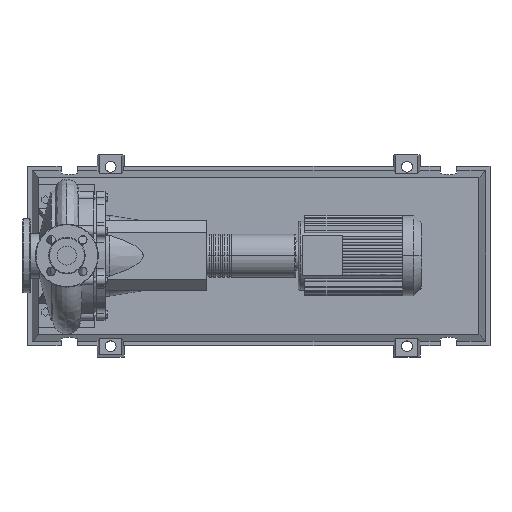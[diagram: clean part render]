
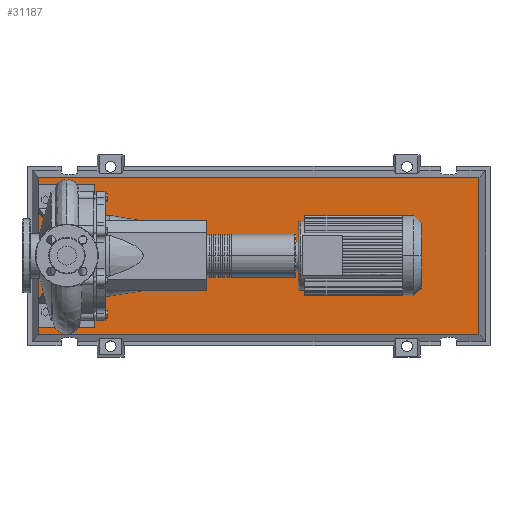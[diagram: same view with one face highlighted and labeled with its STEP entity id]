
A CAD part, top view. The second image highlights one B-rep face of the part: STEP entity #31187.
In plain terms, the highlighted planar face has unit normal (0, 0, 1).
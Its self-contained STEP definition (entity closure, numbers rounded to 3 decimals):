
#30868=CARTESIAN_POINT('',(917.971,-175.471,103.0));
#30869=VERTEX_POINT('',#30868);
#30876=CARTESIAN_POINT('',(-62.971,-175.471,103.0));
#30877=VERTEX_POINT('',#30876);
#30878=CARTESIAN_POINT('',(917.971,-175.471,103.0));
#30879=DIRECTION('',(-1.0,0.0,0.0));
#30880=VECTOR('',#30879,980.941);
#30881=LINE('',#30878,#30880);
#30882=EDGE_CURVE('',#30869,#30877,#30881,.T.);
#31100=CARTESIAN_POINT('',(917.971,175.471,103.0));
#31101=VERTEX_POINT('',#31100);
#31102=CARTESIAN_POINT('',(917.971,175.471,103.0));
#31103=DIRECTION('',(0.0,-1.0,0.0));
#31104=VECTOR('',#31103,350.941);
#31105=LINE('',#31102,#31104);
#31106=EDGE_CURVE('',#31101,#30869,#31105,.T.);
#31124=CARTESIAN_POINT('',(-62.971,175.471,103.0));
#31125=VERTEX_POINT('',#31124);
#31126=CARTESIAN_POINT('',(-62.971,-175.471,103.0));
#31127=DIRECTION('',(0.0,1.0,0.0));
#31128=VECTOR('',#31127,350.941);
#31129=LINE('',#31126,#31128);
#31130=EDGE_CURVE('',#30877,#31125,#31129,.T.);
#31163=CARTESIAN_POINT('',(-62.971,175.471,103.0));
#31164=DIRECTION('',(1.0,0.0,0.0));
#31165=VECTOR('',#31164,980.941);
#31166=LINE('',#31163,#31165);
#31167=EDGE_CURVE('',#31125,#31101,#31166,.T.);
#31176=CARTESIAN_POINT('',(427.5,0.,103.0));
#31177=DIRECTION('',(0.0,0.0,1.0));
#31178=DIRECTION('',(1.0,0.0,0.0));
#31179=AXIS2_PLACEMENT_3D('',#31176,#31177,#31178);
#31180=PLANE('',#31179);
#31181=ORIENTED_EDGE('',*,*,#31106,.F.);
#31182=ORIENTED_EDGE('',*,*,#31167,.F.);
#31183=ORIENTED_EDGE('',*,*,#31130,.F.);
#31184=ORIENTED_EDGE('',*,*,#30882,.F.);
#31185=EDGE_LOOP('',(#31181,#31182,#31183,#31184));
#31186=FACE_OUTER_BOUND('',#31185,.T.);
#31187=ADVANCED_FACE('',(#31186),#31180,.T.);
